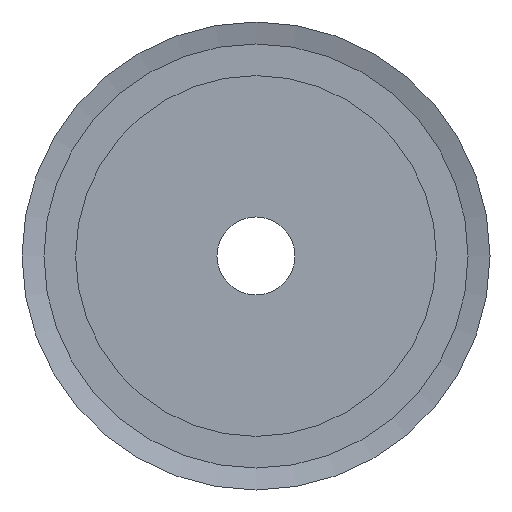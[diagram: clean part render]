
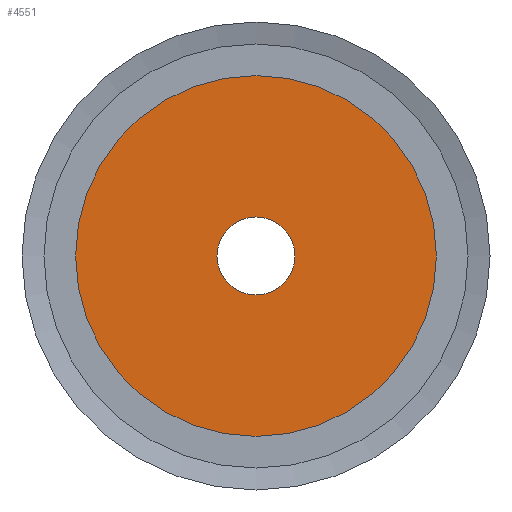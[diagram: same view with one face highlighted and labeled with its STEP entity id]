
A CAD part, left-side view. The second image highlights one B-rep face of the part: STEP entity #4551.
In plain terms, the highlighted planar face has unit normal (-1, 0, 0).
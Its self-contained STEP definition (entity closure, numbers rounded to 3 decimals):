
#1233=VERTEX_POINT('',#7360);
#1234=VERTEX_POINT('',#7362);
#1646=CIRCLE('',#4973,18.5);
#1647=CIRCLE('',#4974,4.);
#2067=EDGE_CURVE('',#1233,#1233,#1646,.T.);
#2068=EDGE_CURVE('',#1234,#1234,#1647,.T.);
#2818=ORIENTED_EDGE('',*,*,#2067,.F.);
#2819=ORIENTED_EDGE('',*,*,#2068,.T.);
#4036=EDGE_LOOP('',(#2818));
#4037=EDGE_LOOP('',(#2819));
#4295=FACE_BOUND('',#4036,.T.);
#4296=FACE_BOUND('',#4037,.T.);
#4551=ADVANCED_FACE('',(#4295,#4296),#8320,.F.);
#4972=AXIS2_PLACEMENT_3D('',#7358,#5799,$);
#4973=AXIS2_PLACEMENT_3D('',#7359,#5800,#5801);
#4974=AXIS2_PLACEMENT_3D('',#7361,#5802,#5803);
#5799=DIRECTION('',(1.,0.,0.));
#5800=DIRECTION('',(1.,0.,0.));
#5801=DIRECTION('',(0.,0.,-18.5));
#5802=DIRECTION('',(1.,0.,0.));
#5803=DIRECTION('',(0.,0.,-4.));
#7358=CARTESIAN_POINT('',(0.,0.,0.));
#7359=CARTESIAN_POINT('',(0.,0.,0.));
#7360=CARTESIAN_POINT('',(0.,0.,-18.5));
#7361=CARTESIAN_POINT('',(0.,0.,0.));
#7362=CARTESIAN_POINT('',(0.,0.,-4.));
#8320=PLANE('',#4972);
